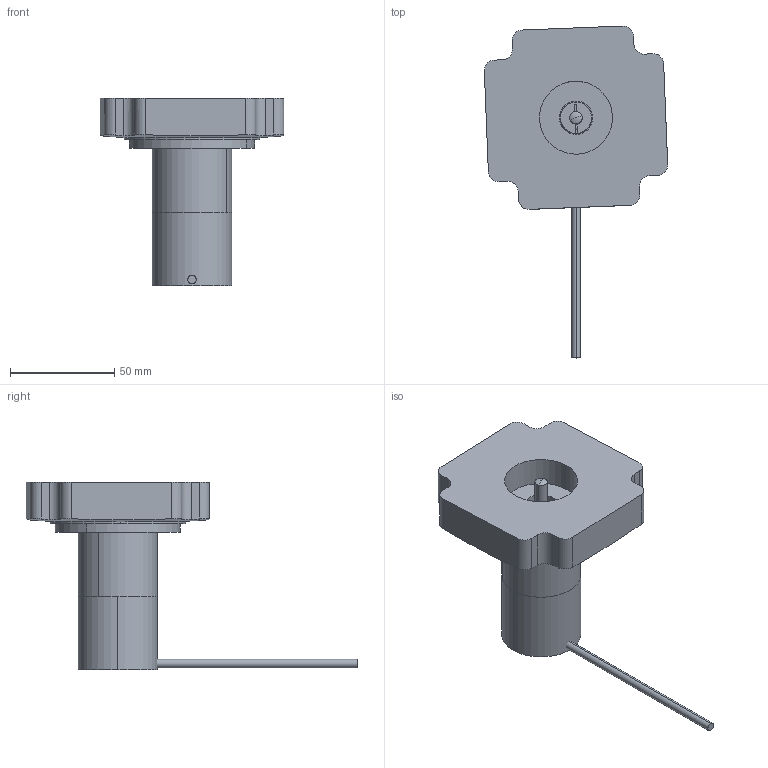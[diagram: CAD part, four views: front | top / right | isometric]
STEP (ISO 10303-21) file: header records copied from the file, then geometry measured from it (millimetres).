
FILE_DESCRIPTION (( 'STEP AP203' ), '1' );
FILE_NAME ('GEBEREINBAU.STEP', '2023-04-21T16:15:45', ( '' ), ( '' ), 'SwSTEP 2.0', 'SolidWorks 2018', '' );
FILE_SCHEMA (( 'CONFIG_CONTROL_DESIGN' ));
Length unit declared in the file: millimetre
Products named in the file (8): MK5_5_27_6_6_1; MK5_5_27_6_6; KUPPLUNGSGLOCKE_GEBER; STIFT_6x32; MOTORDECKEL; LPD3806-600BM-G5-24C; GEBEREINBAU
Assembly tree (7 placements, depth 3):
  GEBEREINBAU
    LPD3806-600BM-G5-24C
    MK5_5_27_6_6_1
      MK5_5_27_6_6_1
      MK5_5_27_6_6
    STIFT_6x32
    KUPPLUNGSGLOCKE_GEBER
    MOTORDECKEL
Bounding box: 87.86 x 158.93 x 90 mm (x, y, z)
Volume: 171998.3 mm3; surface area: 53988.3 mm2
Topology: 9 solids, 9 shells, 273 faces, 653 edges, 418 vertices
Faces by surface type: cylinder 102, plane 89, bspline 42, cone 34, sphere 4, torus 2
Entity records: 13005 total; most frequent: CARTESIAN_POINT 5861, DIRECTION 1361, ORIENTED_EDGE 1282, EDGE_CURVE 641, AXIS2_PLACEMENT_3D 566, VERTEX_POINT 418, EDGE_LOOP 337, CIRCLE 324
